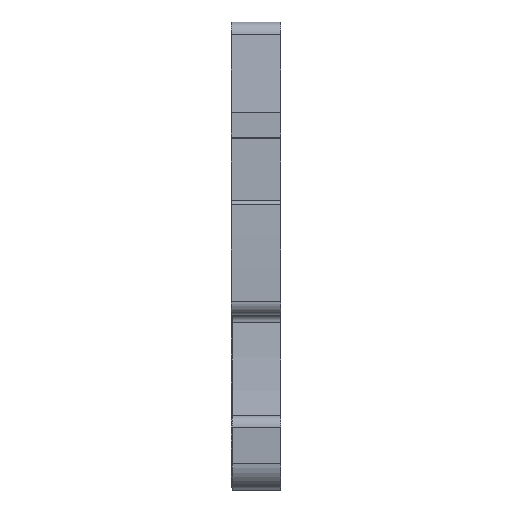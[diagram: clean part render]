
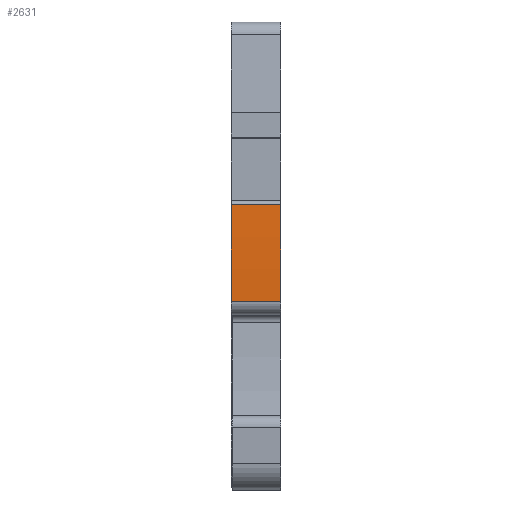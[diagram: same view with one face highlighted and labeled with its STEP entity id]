
A CAD part, front view. The second image highlights one B-rep face of the part: STEP entity #2631.
In plain terms, the highlighted cylindrical face has radius 122.182 mm (diameter 244.364 mm), a partial arc.
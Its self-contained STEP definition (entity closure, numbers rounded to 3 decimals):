
#322=AXIS2_PLACEMENT_3D('Circle Axis2P3D',#320,#321,$) ;
#2611=AXIS2_PLACEMENT_3D('Cylinder Axis2P3D',#2608,#2609,#2610) ;
#2615=AXIS2_PLACEMENT_3D('Circle Axis2P3D',#2613,#2614,$) ;
#317=CARTESIAN_POINT('Vertex',(3.5,1.518,20.35)) ;
#320=CARTESIAN_POINT('Axis2P3D Location',(3.5,123.656,17.05)) ;
#324=CARTESIAN_POINT('Vertex',(3.5,1.528,13.42)) ;
#2592=CARTESIAN_POINT('Vertex',(0.,1.518,20.35)) ;
#2595=CARTESIAN_POINT('Line Origine',(1.75,1.518,20.35)) ;
#2608=CARTESIAN_POINT('Axis2P3D Location',(1.75,123.656,17.05)) ;
#2613=CARTESIAN_POINT('Axis2P3D Location',(0.,123.656,17.05)) ;
#2617=CARTESIAN_POINT('Vertex',(0.,1.528,13.42)) ;
#2620=CARTESIAN_POINT('Line Origine',(1.75,1.528,13.42)) ;
#321=DIRECTION('Axis2P3D Direction',(1.,0.,0.)) ;
#2596=DIRECTION('Vector Direction',(-1.,0.,0.)) ;
#2609=DIRECTION('Axis2P3D Direction',(1.,0.,0.)) ;
#2610=DIRECTION('Axis2P3D XDirection',(0.,-0.992,0.126)) ;
#2614=DIRECTION('Axis2P3D Direction',(1.,0.,0.)) ;
#2621=DIRECTION('Vector Direction',(1.,0.,0.)) ;
#2597=VECTOR('Line Direction',#2596,1.) ;
#2622=VECTOR('Line Direction',#2621,1.) ;
#2626=ORIENTED_EDGE('',*,*,#2619,.T.) ;
#2627=ORIENTED_EDGE('',*,*,#2624,.F.) ;
#2628=ORIENTED_EDGE('',*,*,#326,.F.) ;
#2629=ORIENTED_EDGE('',*,*,#2599,.T.) ;
#2631=ADVANCED_FACE('V1',(#2630),#2612,.T.) ;
#323=CIRCLE('generated circle',#322,122.182) ;
#2616=CIRCLE('generated circle',#2615,122.182) ;
#2612=CYLINDRICAL_SURFACE('generated cylinder',#2611,122.182) ;
#326=EDGE_CURVE('',#318,#325,#323,.T.) ;
#2599=EDGE_CURVE('',#318,#2593,#2598,.T.) ;
#2619=EDGE_CURVE('',#2593,#2618,#2616,.T.) ;
#2624=EDGE_CURVE('',#325,#2618,#2623,.F.) ;
#2625=EDGE_LOOP('',(#2626,#2627,#2628,#2629)) ;
#2630=FACE_OUTER_BOUND('',#2625,.T.) ;
#2598=LINE('Line',#2595,#2597) ;
#2623=LINE('Line',#2620,#2622) ;
#318=VERTEX_POINT('',#317) ;
#325=VERTEX_POINT('',#324) ;
#2593=VERTEX_POINT('',#2592) ;
#2618=VERTEX_POINT('',#2617) ;
